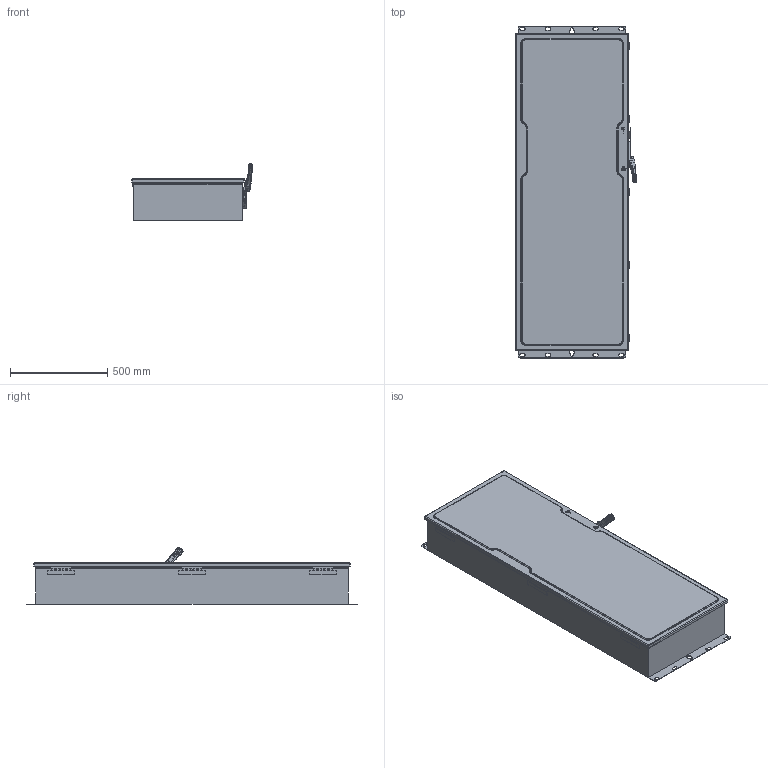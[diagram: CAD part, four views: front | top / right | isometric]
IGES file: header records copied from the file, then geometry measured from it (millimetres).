
Global section: file name: EOH366S.igs; preprocessor: I-DEAS 3D IGES Translator 15; date: 20140203.153527; units: millimetre
Bounding box: 620.52 x 1710 x 294.22 mm (x, y, z)
Volume: 21716.8 mm3; surface area: 3098539.7 mm2
Topology: 6 solids, 6 shells, 1617 faces, 9252 edges, 9012 vertices
Faces by surface type: bspline 1617
